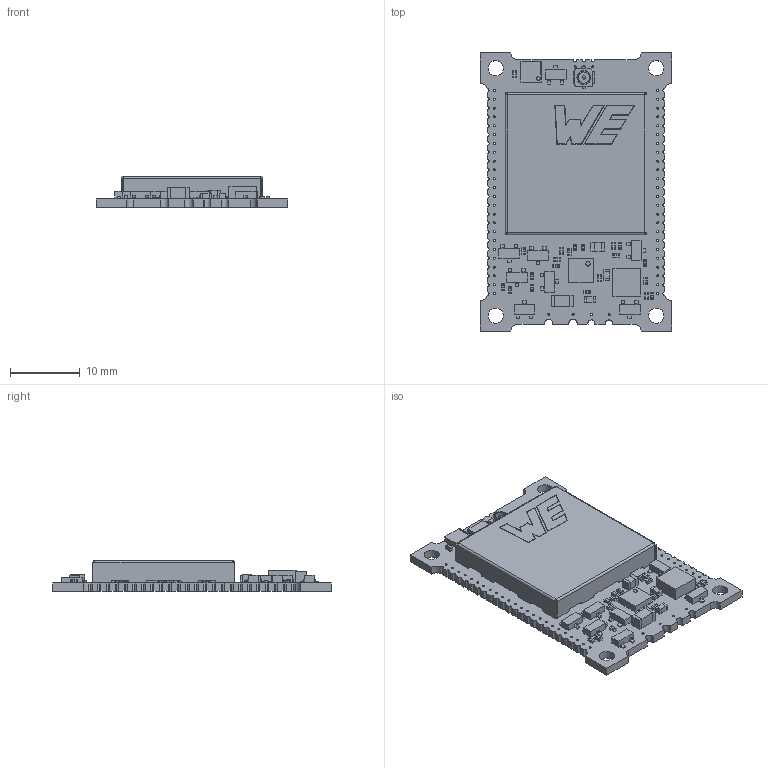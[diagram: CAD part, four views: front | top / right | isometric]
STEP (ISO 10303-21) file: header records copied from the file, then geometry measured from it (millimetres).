
FILE_DESCRIPTION(('Open CASCADE Model'),'2;1');
FILE_NAME('Open CASCADE Shape Model','2022-03-10T11:41:24',('Author'),( 'Open CASCADE'),'Open CASCADE STEP processor 6.8','Open CASCADE 6.8' ,'Unknown');
FILE_SCHEMA(('AUTOMOTIVE_DESIGN { 1 0 10303 214 1 1 1 1 }'));
Products named in the file (1): PCB
Bounding box: 27.5 x 40 x 4.41 mm (x, y, z)
Volume: 1493.8 mm3; surface area: 4776.2 mm2
Topology: 722 solids, 1306 shells, 5085 faces, 12437 edges, 9257 vertices
Faces by surface type: plane 4568, cylinder 327, extrusion 70, sphere 66, bspline 36, torus 9, cone 6, revolution 3
Full cylindrical faces by diameter (mm): 0.2 x1, 0.3 x55, 0.305 x1, 0.6 x1, 0.75 x1, 2.2 x4
Entity records: 162434 total; most frequent: CARTESIAN_POINT 35419, DIRECTION 22700, ORIENTED_EDGE 21437, EDGE_CURVE 12243, VECTOR 11003, LINE 10933, VERTEX_POINT 9193, AXIS2_PLACEMENT_3D 5847
